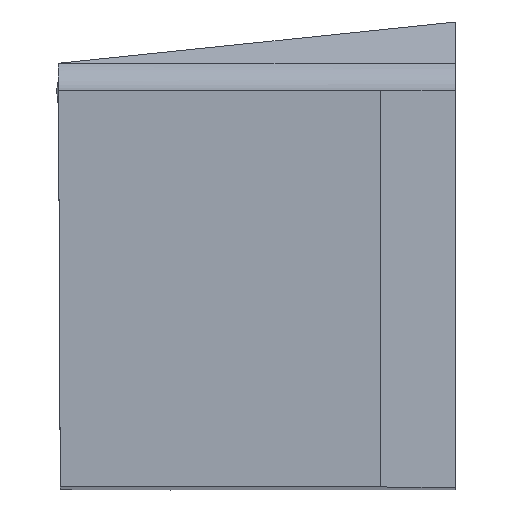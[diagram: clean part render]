
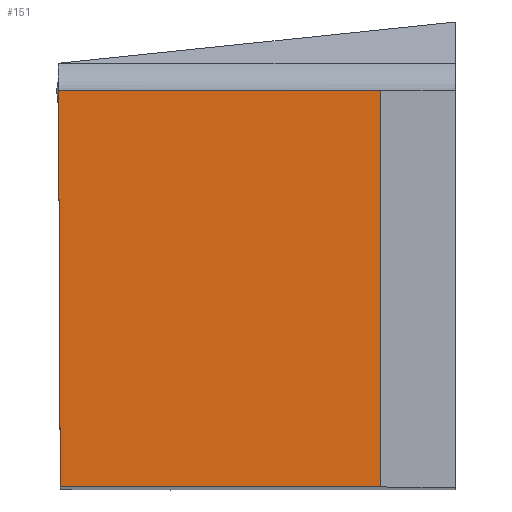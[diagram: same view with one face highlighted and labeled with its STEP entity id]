
A CAD part, top view. The second image highlights one B-rep face of the part: STEP entity #151.
In plain terms, the highlighted planar face has unit normal (0, 0, 1).
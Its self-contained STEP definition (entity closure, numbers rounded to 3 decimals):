
#122=FACE_OUTER_BOUND('',#325,.T.);
#151=ADVANCED_FACE('SHANK_FACE_BACK',(#122),#178,.F.);
#178=PLANE('',#736);
#214=LINE('',#1039,#268);
#221=LINE('',#1057,#275);
#229=LINE('',#1082,#283);
#230=LINE('',#1084,#284);
#268=VECTOR('',#839,1.);
#275=VECTOR('',#854,1.);
#283=VECTOR('',#876,1.);
#284=VECTOR('',#877,1.);
#325=EDGE_LOOP('',(#428,#429,#430,#431));
#428=ORIENTED_EDGE('',*,*,#581,.T.);
#429=ORIENTED_EDGE('',*,*,#603,.T.);
#430=ORIENTED_EDGE('',*,*,#604,.F.);
#431=ORIENTED_EDGE('',*,*,#590,.F.);
#520=VERTEX_POINT('',#1038);
#521=VERTEX_POINT('',#1040);
#528=VERTEX_POINT('',#1058);
#538=VERTEX_POINT('',#1083);
#581=EDGE_CURVE('',#521,#520,#214,.T.);
#590=EDGE_CURVE('',#521,#528,#221,.T.);
#603=EDGE_CURVE('',#520,#538,#229,.T.);
#604=EDGE_CURVE('',#528,#538,#230,.T.);
#736=AXIS2_PLACEMENT_3D('',#1085,#878,#879);
#839=DIRECTION('',(1.,0.,0.));
#854=DIRECTION('',(-0.004,1.,0.));
#876=DIRECTION('',(0.,1.,0.));
#877=DIRECTION('',(1.,0.,0.));
#878=DIRECTION('',(0.,0.,-1.));
#879=DIRECTION('',(-0.994,-0.106,0.));
#1038=CARTESIAN_POINT('',(12.925,0.,0.));
#1039=CARTESIAN_POINT('',(-1.979,0.,0.));
#1040=CARTESIAN_POINT('',(0.069,0.,0.));
#1057=CARTESIAN_POINT('',(0.595,-120.366,0.));
#1058=CARTESIAN_POINT('',(0.,15.925,0.));
#1082=CARTESIAN_POINT('',(12.925,0.,0.));
#1083=CARTESIAN_POINT('',(12.925,15.925,0.));
#1084=CARTESIAN_POINT('',(-1.979,15.925,0.));
#1085=CARTESIAN_POINT('',(15.925,0.,0.));
